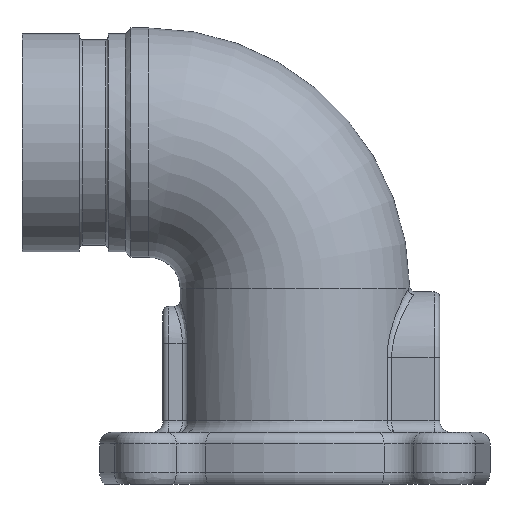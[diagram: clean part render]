
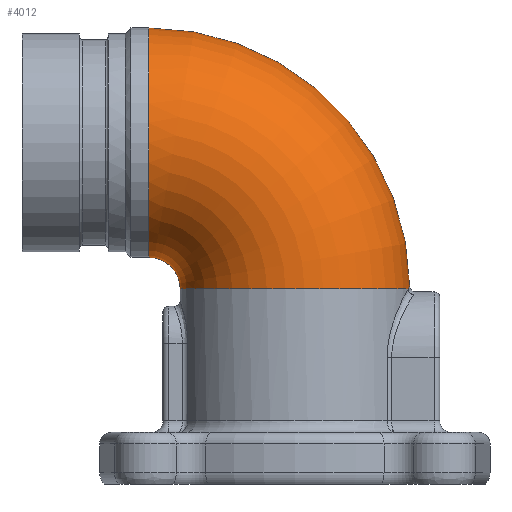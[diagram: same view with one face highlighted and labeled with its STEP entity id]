
A CAD part, left-side view. The second image highlights one B-rep face of the part: STEP entity #4012.
In plain terms, the highlighted toroidal (fillet/blend) face has major radius 40.462 mm and minor radius 31.75 mm.
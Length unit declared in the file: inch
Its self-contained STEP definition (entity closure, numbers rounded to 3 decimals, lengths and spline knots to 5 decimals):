
#22=CARTESIAN_POINT('',(-0.20411,-1.23322,2.188));
#188=CARTESIAN_POINT('',(0.,-1.24985,
2.21735));
#189=CARTESIAN_POINT('',(-0.02276,-1.24985,
2.21735));
#190=CARTESIAN_POINT('',(-0.0683,-1.24863,
2.21522));
#191=CARTESIAN_POINT('',(-0.13677,-1.24308,
2.20544));
#192=CARTESIAN_POINT('',(-0.18176,-1.23692,
2.19456));
#193=CARTESIAN_POINT('',(-0.20411,-1.23322,
2.188));
#195=CARTESIAN_POINT('',(0.,0.,2.188));
#196=DIRECTION('',(0.,0.,1.));
#197=DIRECTION('',(0.,1.,0.));
#198=AXIS2_PLACEMENT_3D('',#195,#196,#197);
#200=CARTESIAN_POINT('',(0.,1.593,2.188));
#201=DIRECTION('',(-1.,0.,0.));
#202=DIRECTION('',(0.,-1.,0.));
#203=AXIS2_PLACEMENT_3D('',#200,#201,#202);
#212=CARTESIAN_POINT('',(0.,1.593,2.188));
#213=DIRECTION('',(-1.,0.,0.));
#214=DIRECTION('',(0.,-1.,0.01));
#215=AXIS2_PLACEMENT_3D('',#212,#213,#214);
#3064=CARTESIAN_POINT('',(0.,1.593,3.781));
#3065=DIRECTION('',(0.,1.,0.));
#3066=DIRECTION('',(0.,0.,-1.));
#3067=AXIS2_PLACEMENT_3D('',#3064,#3065,#3066);
#3166=CARTESIAN_POINT('',(0.,1.593,5.031));
#3167=CARTESIAN_POINT('',(0.,1.593,2.531));
#3168=VERTEX_POINT('',#3166);
#3169=VERTEX_POINT('',#3167);
#3174=CARTESIAN_POINT('',(0.,1.25,2.188));
#3175=VERTEX_POINT('',#3174);
#3190=VERTEX_POINT('',#22);
#3194=VERTEX_POINT('',#188);
#3997=CARTESIAN_POINT('',(0.,1.593,2.188));
#3998=DIRECTION('',(-1.,0.,0.));
#3999=DIRECTION('',(0.,1.,0.));
#4000=AXIS2_PLACEMENT_3D('',#3997,#3998,#3999);
#4001=TOROIDAL_SURFACE('',#4000,1.593,1.25);
#4002=ORIENTED_EDGE('',*,*,#3987,.T.);
#4003=ORIENTED_EDGE('',*,*,#3563,.F.);
#4005=ORIENTED_EDGE('',*,*,#4004,.T.);
#4007=ORIENTED_EDGE('',*,*,#4006,.T.);
#4009=ORIENTED_EDGE('',*,*,#4008,.F.);
#4010=EDGE_LOOP('',(#4002,#4003,#4005,#4007,#4009));
#4011=FACE_OUTER_BOUND('',#4010,.F.);
#194=B_SPLINE_CURVE_WITH_KNOTS('',3,(#188,#189,#190,#191,#192,#193),
.UNSPECIFIED.,.F.,.F.,(4,1,1,4),(0.,0.33333,0.66667,1.),
.UNSPECIFIED.);
#199=CIRCLE('',#198,1.25);
#204=CIRCLE('',#203,0.343);
#216=CIRCLE('',#215,2.843);
#3068=CIRCLE('',#3067,1.25);
#3563=EDGE_CURVE('',#3175,#3190,#199,.T.);
#3987=EDGE_CURVE('',#3194,#3190,#194,.T.);
#4004=EDGE_CURVE('',#3175,#3169,#204,.T.);
#4006=EDGE_CURVE('',#3169,#3168,#3068,.T.);
#4008=EDGE_CURVE('',#3194,#3168,#216,.T.);
#4012=ADVANCED_FACE('',(#4011),#4001,.T.);
